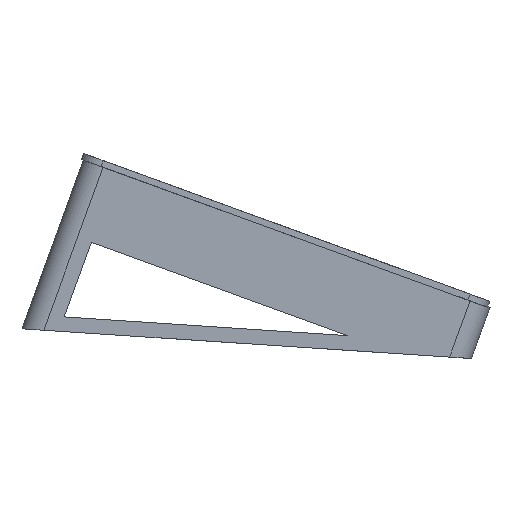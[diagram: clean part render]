
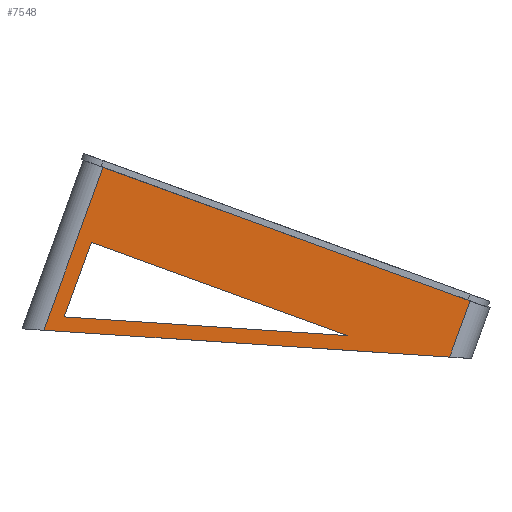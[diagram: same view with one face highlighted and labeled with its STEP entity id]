
A CAD part, left-side view. The second image highlights one B-rep face of the part: STEP entity #7548.
In plain terms, the highlighted planar face has unit normal (-1, 0, 0).
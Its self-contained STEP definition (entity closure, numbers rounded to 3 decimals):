
#843=FACE_BOUND('',#1335,.T.);
#910=FACE_OUTER_BOUND('',#1334,.T.);
#1334=EDGE_LOOP('',(#5068,#5069,#5070,#5071));
#1335=EDGE_LOOP('',(#5072,#5073,#5074));
#1803=LINE('',#9493,#2438);
#1807=LINE('',#9500,#2442);
#1809=LINE('',#9503,#2444);
#1813=LINE('',#9520,#2448);
#1814=LINE('',#9531,#2449);
#1818=LINE('',#9543,#2453);
#1819=LINE('',#9544,#2454);
#2438=VECTOR('',#8284,10.);
#2442=VECTOR('',#8290,10.);
#2444=VECTOR('',#8294,10.);
#2448=VECTOR('',#8308,10.);
#2449=VECTOR('',#8319,10.);
#2453=VECTOR('',#8331,10.);
#2454=VECTOR('',#8332,10.);
#3073=VERTEX_POINT('',#9490);
#3074=VERTEX_POINT('',#9492);
#3076=VERTEX_POINT('',#9498);
#3078=VERTEX_POINT('',#9506);
#3084=VERTEX_POINT('',#9518);
#3089=VERTEX_POINT('',#9530);
#3093=VERTEX_POINT('',#9542);
#3859=EDGE_CURVE('',#3074,#3073,#1803,.T.);
#3863=EDGE_CURVE('',#3073,#3076,#1807,.T.);
#3865=EDGE_CURVE('',#3076,#3074,#1809,.T.);
#3873=EDGE_CURVE('',#3078,#3084,#1813,.T.);
#3878=EDGE_CURVE('',#3089,#3078,#1814,.T.);
#3884=EDGE_CURVE('',#3093,#3084,#1818,.T.);
#3885=EDGE_CURVE('',#3089,#3093,#1819,.T.);
#5068=ORIENTED_EDGE('',*,*,#3873,.T.);
#5069=ORIENTED_EDGE('',*,*,#3884,.F.);
#5070=ORIENTED_EDGE('',*,*,#3885,.F.);
#5071=ORIENTED_EDGE('',*,*,#3878,.T.);
#5072=ORIENTED_EDGE('',*,*,#3859,.T.);
#5073=ORIENTED_EDGE('',*,*,#3863,.T.);
#5074=ORIENTED_EDGE('',*,*,#3865,.T.);
#7398=PLANE('',#8006);
#7548=ADVANCED_FACE('',(#910,#843),#7398,.T.);
#8006=AXIS2_PLACEMENT_3D('',#9541,#8329,#8330);
#8284=DIRECTION('',(0.,0.96,-0.279));
#8290=DIRECTION('',(0.,0.,1.));
#8294=DIRECTION('',(0.,-1.,0.));
#8308=DIRECTION('',(0.,-0.96,0.279));
#8319=DIRECTION('',(0.,0.,-1.));
#8329=DIRECTION('center_axis',(-1.,0.,0.));
#8330=DIRECTION('ref_axis',(0.,-1.,0.));
#8331=DIRECTION('',(0.,0.,-1.));
#8332=DIRECTION('',(0.,-1.,0.));
#9490=CARTESIAN_POINT('',(-9.5,84.157,-23.883));
#9492=CARTESIAN_POINT('',(-9.5,19.069,-4.954));
#9493=CARTESIAN_POINT('',(-9.5,84.874,-24.091));
#9498=CARTESIAN_POINT('',(-9.5,84.157,-4.954));
#9500=CARTESIAN_POINT('',(-9.5,84.157,-2.477));
#9503=CARTESIAN_POINT('',(-9.5,55.863,-4.954));
#9506=CARTESIAN_POINT('',(-9.5,87.657,-28.546));
#9518=CARTESIAN_POINT('',(-9.5,-5.5,-1.454));
#9520=CARTESIAN_POINT('',(-9.5,37.056,-13.83));
#9530=CARTESIAN_POINT('',(-9.5,87.657,13.));
#9531=CARTESIAN_POINT('',(-9.5,87.657,0.));
#9541=CARTESIAN_POINT('Origin',(-9.5,92.657,0.));
#9542=CARTESIAN_POINT('',(-9.5,-5.5,13.));
#9543=CARTESIAN_POINT('',(-9.5,-5.5,0.));
#9544=CARTESIAN_POINT('',(-9.5,92.657,13.));
